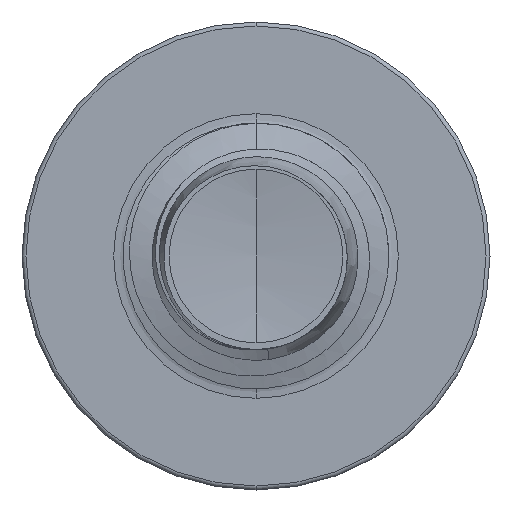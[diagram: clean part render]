
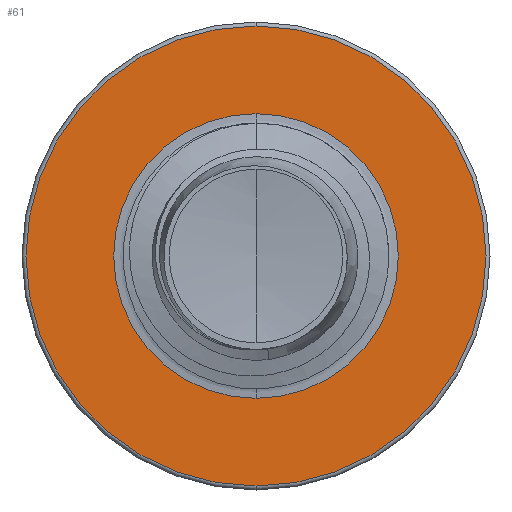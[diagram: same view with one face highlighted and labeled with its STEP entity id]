
A CAD part, front view. The second image highlights one B-rep face of the part: STEP entity #61.
In plain terms, the highlighted planar face has unit normal (0, -1, 0).
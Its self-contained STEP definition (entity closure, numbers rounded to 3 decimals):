
#61 = ADVANCED_FACE ( 'NONE', ( #1116, #11283 ), #11825, .F. ) ;
#364 = DIRECTION ( 'NONE',  ( 0., 0., 1. ) ) ;
#368 = DIRECTION ( 'NONE',  ( 0., 1., 0. ) ) ;
#389 = CARTESIAN_POINT ( 'NONE',  ( 0., 4., 0. ) ) ;
#860 = AXIS2_PLACEMENT_3D ( 'NONE', #389, #368, #364 ) ;
#1116 = FACE_OUTER_BOUND ( 'NONE', #9751, .T. ) ;
#1702 = CARTESIAN_POINT ( 'NONE',  ( 0., 4., 4.325 ) ) ;
#1743 = EDGE_CURVE ( 'NONE', #2983, #9627, #8624, .T. ) ;
#2248 = VERTEX_POINT ( 'NONE', #1702 ) ;
#2680 = AXIS2_PLACEMENT_3D ( 'NONE', #10172, #10167, #10165 ) ;
#2693 = DIRECTION ( 'NONE',  ( 0., 0., 1. ) ) ;
#2695 = DIRECTION ( 'NONE',  ( 0., 1., 0. ) ) ;
#2710 = CARTESIAN_POINT ( 'NONE',  ( 0., 4., 0. ) ) ;
#2725 = EDGE_CURVE ( 'NONE', #2248, #9583, #10714, .T. ) ;
#2983 = VERTEX_POINT ( 'NONE', #10233 ) ;
#3084 = EDGE_CURVE ( 'NONE', #9627, #2983, #10194, .T. ) ;
#3214 = AXIS2_PLACEMENT_3D ( 'NONE', #11858, #11968, #12124 ) ;
#5359 = EDGE_LOOP ( 'NONE', ( #10219, #10221 ) ) ;
#8040 = CIRCLE ( 'NONE', #10177, 4.325 ) ;
#8624 = CIRCLE ( 'NONE', #10769, 2.677 ) ;
#8661 = CARTESIAN_POINT ( 'NONE',  ( 0., 4., -2.677 ) ) ;
#8695 = CARTESIAN_POINT ( 'NONE',  ( 0., 4., -4.325 ) ) ;
#9583 = VERTEX_POINT ( 'NONE', #8695 ) ;
#9627 = VERTEX_POINT ( 'NONE', #8661 ) ;
#9751 = EDGE_LOOP ( 'NONE', ( #10205, #10213 ) ) ;
#10165 = DIRECTION ( 'NONE',  ( 0., 0., 1. ) ) ;
#10167 = DIRECTION ( 'NONE',  ( 0., 1., 0. ) ) ;
#10172 = CARTESIAN_POINT ( 'NONE',  ( 0., 4., 0. ) ) ;
#10177 = AXIS2_PLACEMENT_3D ( 'NONE', #2710, #2695, #2693 ) ;
#10194 = CIRCLE ( 'NONE', #2680, 2.677 ) ;
#10205 = ORIENTED_EDGE ( 'NONE', *, *, #2725, .F. ) ;
#10213 = ORIENTED_EDGE ( 'NONE', *, *, #10415, .F. ) ;
#10219 = ORIENTED_EDGE ( 'NONE', *, *, #1743, .T. ) ;
#10221 = ORIENTED_EDGE ( 'NONE', *, *, #3084, .T. ) ;
#10233 = CARTESIAN_POINT ( 'NONE',  ( 0., 4., 2.677 ) ) ;
#10415 = EDGE_CURVE ( 'NONE', #9583, #2248, #8040, .T. ) ;
#10714 = CIRCLE ( 'NONE', #860, 4.325 ) ;
#10769 = AXIS2_PLACEMENT_3D ( 'NONE', #12194, #12182, #12161 ) ;
#11283 = FACE_BOUND ( 'NONE', #5359, .T. ) ;
#11825 = PLANE ( 'NONE',  #3214 ) ;
#11858 = CARTESIAN_POINT ( 'NONE',  ( 0., 4., -2.677 ) ) ;
#11968 = DIRECTION ( 'NONE',  ( 0., 1., 0. ) ) ;
#12124 = DIRECTION ( 'NONE',  ( 0., 0., 1. ) ) ;
#12161 = DIRECTION ( 'NONE',  ( 0., 0., 1. ) ) ;
#12182 = DIRECTION ( 'NONE',  ( 0., 1., 0. ) ) ;
#12194 = CARTESIAN_POINT ( 'NONE',  ( 0., 4., 0. ) ) ;
